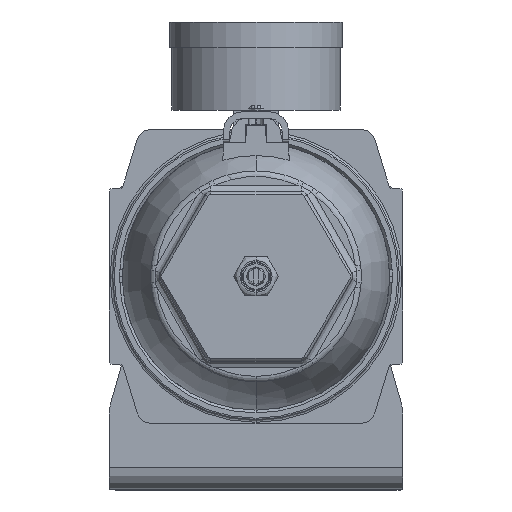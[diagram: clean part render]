
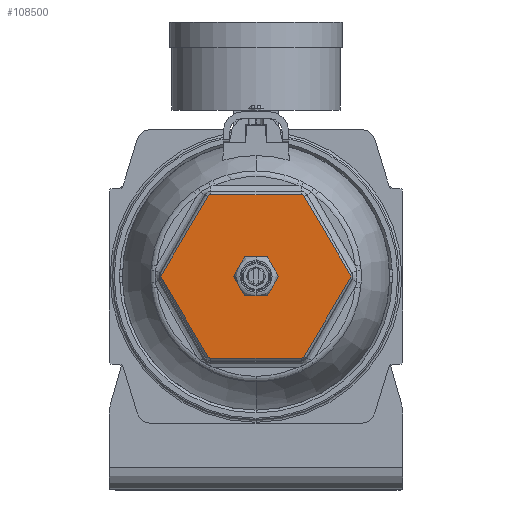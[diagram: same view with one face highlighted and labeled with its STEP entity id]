
A CAD part, front view. The second image highlights one B-rep face of the part: STEP entity #108500.
In plain terms, the highlighted planar face has unit normal (0, -1, 0).
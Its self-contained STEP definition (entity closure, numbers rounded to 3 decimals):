
#2569 =( BOUNDED_CURVE ( )  B_SPLINE_CURVE ( 3, ( #109695, #120680, #131650, #66416 ),
 .UNSPECIFIED., .F., .F. ) 
 B_SPLINE_CURVE_WITH_KNOTS ( ( 4, 4 ),
 ( 5.561, 5.738 ),
 .UNSPECIFIED. ) 
 CURVE ( )  GEOMETRIC_REPRESENTATION_ITEM ( )  RATIONAL_B_SPLINE_CURVE ( ( 1., 0.997, 0.997, 1. ) ) 
 REPRESENTATION_ITEM ( '' )  );
#4007 = DIRECTION ( 'NONE',  ( 0., -1., 0. ) ) ;
#4121 = VERTEX_POINT ( 'NONE', #45422 ) ;
#4344 = CARTESIAN_POINT ( 'NONE',  ( -28.853, 0.5, 0.671 ) ) ;
#4454 = EDGE_CURVE ( 'NONE', #4121, #78303, #15809, .T. ) ;
#5293 = FACE_OUTER_BOUND ( 'NONE', #82983, .T. ) ;
#5739 = ORIENTED_EDGE ( 'NONE', *, *, #66528, .T. ) ;
#5752 = CIRCLE ( 'NONE', #86250, 1.323 ) ;
#6050 = ORIENTED_EDGE ( 'NONE', *, *, #110899, .T. ) ;
#7812 = EDGE_CURVE ( 'NONE', #98269, #72696, #64551, .T. ) ;
#9056 = CARTESIAN_POINT ( 'NONE',  ( -23.606, 0.5, 9.581 ) ) ;
#9372 = CIRCLE ( 'NONE', #116220, 1.038 ) ;
#12444 = EDGE_CURVE ( 'NONE', #106076, #37864, #9372, .T. ) ;
#12980 = ORIENTED_EDGE ( 'NONE', *, *, #7812, .T. ) ;
#15444 = CARTESIAN_POINT ( 'NONE',  ( 15.011, 0.5, 25.038 ) ) ;
#15809 = LINE ( 'NONE', #21428, #66832 ) ;
#20803 = ORIENTED_EDGE ( 'NONE', *, *, #65839, .T. ) ;
#21428 = CARTESIAN_POINT ( 'NONE',  ( -30.022, 0.5, -25.038 ) ) ;
#23887 = DIRECTION ( 'NONE',  ( 0., -1., 0. ) ) ;
#24512 = AXIS2_PLACEMENT_3D ( 'NONE', #64774, #140967, #75677 ) ;
#27812 = CARTESIAN_POINT ( 'NONE',  ( -13.856, 0.5, 25.038 ) ) ;
#28368 = VERTEX_POINT ( 'NONE', #104913 ) ;
#28486 = ORIENTED_EDGE ( 'NONE', *, *, #12444, .T. ) ;
#30024 = CARTESIAN_POINT ( 'NONE',  ( -27.713, 0.5, 0. ) ) ;
#32387 = VECTOR ( 'NONE', #91517, 1000. ) ;
#33424 = CARTESIAN_POINT ( 'NONE',  ( -14.749, 0.5, 24.53 ) ) ;
#34195 = AXIS2_PLACEMENT_3D ( 'NONE', #114278, #49057, #125244 ) ;
#34712 = CIRCLE ( 'NONE', #35294, 1.038 ) ;
#35294 = AXIS2_PLACEMENT_3D ( 'NONE', #44210, #120414, #55177 ) ;
#37404 = VERTEX_POINT ( 'NONE', #119744 ) ;
#37864 = VERTEX_POINT ( 'NONE', #33424 ) ;
#40946 = DIRECTION ( 'NONE',  ( 0., 0., 1. ) ) ;
#41558 = CARTESIAN_POINT ( 'NONE',  ( -18.893, 0.5, -17.555 ) ) ;
#42830 = DIRECTION ( 'NONE',  ( 0., 0., 1. ) ) ;
#44210 = CARTESIAN_POINT ( 'NONE',  ( 13.856, 0.5, -24. ) ) ;
#45422 = CARTESIAN_POINT ( 'NONE',  ( -13.856, 0.5, -25.038 ) ) ;
#48834 = EDGE_CURVE ( 'NONE', #66214, #106076, #61376, .T. ) ;
#49057 = DIRECTION ( 'NONE',  ( 0., -1., 0. ) ) ;
#49343 = ORIENTED_EDGE ( 'NONE', *, *, #48834, .T. ) ;
#55177 = DIRECTION ( 'NONE',  ( 0., 0., 1. ) ) ;
#58549 = EDGE_CURVE ( 'NONE', #72696, #28368, #127475, .T. ) ;
#58987 = CARTESIAN_POINT ( 'NONE',  ( 28.853, 0.5, -0.671 ) ) ;
#61376 = LINE ( 'NONE', #15444, #32387 ) ;
#61826 = CARTESIAN_POINT ( 'NONE',  ( 13.856, 0.5, -25.038 ) ) ;
#63260 = CARTESIAN_POINT ( 'NONE',  ( -14.749, 0.5, 24.53 ) ) ;
#64551 = CIRCLE ( 'NONE', #118501, 1.323 ) ;
#64774 = CARTESIAN_POINT ( 'NONE',  ( -13.856, 0.5, -24. ) ) ;
#65839 = EDGE_CURVE ( 'NONE', #37404, #82525, #2569, .T. ) ;
#66214 = VERTEX_POINT ( 'NONE', #83421 ) ;
#66416 = CARTESIAN_POINT ( 'NONE',  ( 14.749, 0.5, 24.53 ) ) ;
#66528 = EDGE_CURVE ( 'NONE', #82525, #66214, #89158, .T. ) ;
#66832 = VECTOR ( 'NONE', #97523, 1000. ) ;
#69165 = CARTESIAN_POINT ( 'NONE',  ( -13.856, 0.5, 24. ) ) ;
#71919 = CARTESIAN_POINT ( 'NONE',  ( 28.853, 0.5, -0.671 ) ) ;
#72696 = VERTEX_POINT ( 'NONE', #139310 ) ;
#73175 = ORIENTED_EDGE ( 'NONE', *, *, #90907, .T. ) ;
#73381 = CIRCLE ( 'NONE', #24512, 1.038 ) ;
#74506 = EDGE_CURVE ( 'NONE', #107826, #108776, #131255, .T. ) ;
#75677 = DIRECTION ( 'NONE',  ( 0., 0., 1. ) ) ;
#78303 = VERTEX_POINT ( 'NONE', #61826 ) ;
#79663 = EDGE_CURVE ( 'NONE', #37864, #98269, #117023, .T. ) ;
#80092 = DIRECTION ( 'NONE',  ( 0., 0., 1. ) ) ;
#82525 = VERTEX_POINT ( 'NONE', #104042 ) ;
#82983 = EDGE_LOOP ( 'NONE', ( #5739, #49343, #28486, #104211, #12980, #136390, #73175, #129406, #6050, #131293, #124761, #20803 ) ) ;
#83421 = CARTESIAN_POINT ( 'NONE',  ( 13.856, 0.5, 25.038 ) ) ;
#85134 = CARTESIAN_POINT ( 'NONE',  ( -28.853, 0.5, 0.671 ) ) ;
#86143 = AXIS2_PLACEMENT_3D ( 'NONE', #96152, #108041, #42830 ) ;
#86250 = AXIS2_PLACEMENT_3D ( 'NONE', #89072, #23887, #99989 ) ;
#89072 = CARTESIAN_POINT ( 'NONE',  ( 27.713, 0.5, 0. ) ) ;
#89158 = CIRCLE ( 'NONE', #34195, 1.038 ) ;
#90907 = EDGE_CURVE ( 'NONE', #28368, #4121, #73381, .T. ) ;
#91517 = DIRECTION ( 'NONE',  ( -1., 0., 0. ) ) ;
#93466 = CARTESIAN_POINT ( 'NONE',  ( 14.749, 0.5, -24.53 ) ) ;
#96152 = CARTESIAN_POINT ( 'NONE',  ( 40.573, 0.5, -41. ) ) ;
#97113 = PLANE ( 'NONE',  #86143 ) ;
#97523 = DIRECTION ( 'NONE',  ( 1., 0., 0. ) ) ;
#98269 = VERTEX_POINT ( 'NONE', #4344 ) ;
#99989 = DIRECTION ( 'NONE',  ( 0., 0., 1. ) ) ;
#104042 = CARTESIAN_POINT ( 'NONE',  ( 14.749, 0.5, 24.53 ) ) ;
#104211 = ORIENTED_EDGE ( 'NONE', *, *, #79663, .T. ) ;
#104913 = CARTESIAN_POINT ( 'NONE',  ( -14.749, 0.5, -24.53 ) ) ;
#106076 = VERTEX_POINT ( 'NONE', #27812 ) ;
#106169 = DIRECTION ( 'NONE',  ( 0., -1., 0. ) ) ;
#107826 = VERTEX_POINT ( 'NONE', #93466 ) ;
#108041 = DIRECTION ( 'NONE',  ( 0., 1., 0. ) ) ;
#108500 = ADVANCED_FACE ( 'NONE', ( #5293 ), #97113, .F. ) ;
#108776 = VERTEX_POINT ( 'NONE', #58987 ) ;
#109695 = CARTESIAN_POINT ( 'NONE',  ( 28.853, 0.5, 0.671 ) ) ;
#110899 = EDGE_CURVE ( 'NONE', #78303, #107826, #34712, .T. ) ;
#114278 = CARTESIAN_POINT ( 'NONE',  ( 13.856, 0.5, 24. ) ) ;
#116220 = AXIS2_PLACEMENT_3D ( 'NONE', #69165, #4007, #80092 ) ;
#117023 =( BOUNDED_CURVE ( )  B_SPLINE_CURVE ( 3, ( #63260, #128466, #9056, #85134 ),
 .UNSPECIFIED., .F., .F. ) 
 B_SPLINE_CURVE_WITH_KNOTS ( ( 4, 4 ),
 ( 3.687, 3.864 ),
 .UNSPECIFIED. ) 
 CURVE ( )  GEOMETRIC_REPRESENTATION_ITEM ( )  RATIONAL_B_SPLINE_CURVE ( ( 1., 0.997, 0.997, 1. ) ) 
 REPRESENTATION_ITEM ( '' )  );
#117751 = CARTESIAN_POINT ( 'NONE',  ( -14.749, 0.5, -24.53 ) ) ;
#118501 = AXIS2_PLACEMENT_3D ( 'NONE', #30024, #106169, #40946 ) ;
#119744 = CARTESIAN_POINT ( 'NONE',  ( 28.853, 0.5, 0.671 ) ) ;
#120414 = DIRECTION ( 'NONE',  ( 0., -1., 0. ) ) ;
#120680 = CARTESIAN_POINT ( 'NONE',  ( 23.606, 0.5, 9.581 ) ) ;
#124761 = ORIENTED_EDGE ( 'NONE', *, *, #136460, .T. ) ;
#125244 = DIRECTION ( 'NONE',  ( 0., 0., 1. ) ) ;
#126210 = CARTESIAN_POINT ( 'NONE',  ( 18.893, 0.5, -17.555 ) ) ;
#127475 =( BOUNDED_CURVE ( )  B_SPLINE_CURVE ( 3, ( #128239, #138775, #41558, #117751 ),
 .UNSPECIFIED., .F., .F. ) 
 B_SPLINE_CURVE_WITH_KNOTS ( ( 4, 4 ),
 ( 2.419, 2.596 ),
 .UNSPECIFIED. ) 
 CURVE ( )  GEOMETRIC_REPRESENTATION_ITEM ( )  RATIONAL_B_SPLINE_CURVE ( ( 1., 0.997, 0.997, 1. ) ) 
 REPRESENTATION_ITEM ( '' )  );
#128239 = CARTESIAN_POINT ( 'NONE',  ( -28.853, 0.5, -0.671 ) ) ;
#128466 = CARTESIAN_POINT ( 'NONE',  ( -18.893, 0.5, 17.555 ) ) ;
#129406 = ORIENTED_EDGE ( 'NONE', *, *, #4454, .T. ) ;
#131255 =( BOUNDED_CURVE ( )  B_SPLINE_CURVE ( 3, ( #137173, #126210, #136708, #71919 ),
 .UNSPECIFIED., .F., .F. ) 
 B_SPLINE_CURVE_WITH_KNOTS ( ( 4, 4 ),
 ( 0.546, 0.723 ),
 .UNSPECIFIED. ) 
 CURVE ( )  GEOMETRIC_REPRESENTATION_ITEM ( )  RATIONAL_B_SPLINE_CURVE ( ( 1., 0.997, 0.997, 1. ) ) 
 REPRESENTATION_ITEM ( '' )  );
#131293 = ORIENTED_EDGE ( 'NONE', *, *, #74506, .T. ) ;
#131650 = CARTESIAN_POINT ( 'NONE',  ( 18.893, 0.5, 17.555 ) ) ;
#136390 = ORIENTED_EDGE ( 'NONE', *, *, #58549, .T. ) ;
#136460 = EDGE_CURVE ( 'NONE', #108776, #37404, #5752, .T. ) ;
#136708 = CARTESIAN_POINT ( 'NONE',  ( 23.606, 0.5, -9.581 ) ) ;
#137173 = CARTESIAN_POINT ( 'NONE',  ( 14.749, 0.5, -24.53 ) ) ;
#138775 = CARTESIAN_POINT ( 'NONE',  ( -23.606, 0.5, -9.581 ) ) ;
#139310 = CARTESIAN_POINT ( 'NONE',  ( -28.853, 0.5, -0.671 ) ) ;
#140967 = DIRECTION ( 'NONE',  ( 0., -1., 0. ) ) ;
